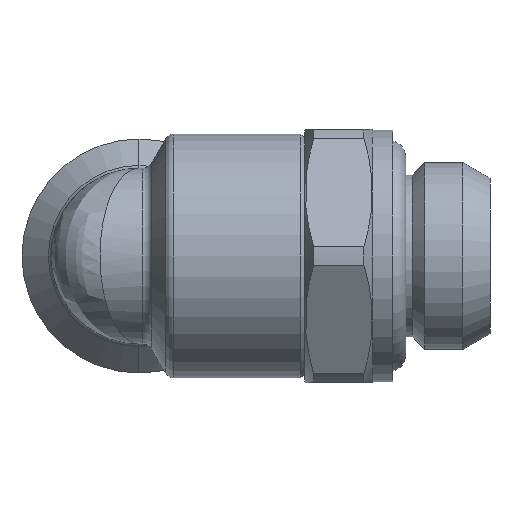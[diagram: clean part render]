
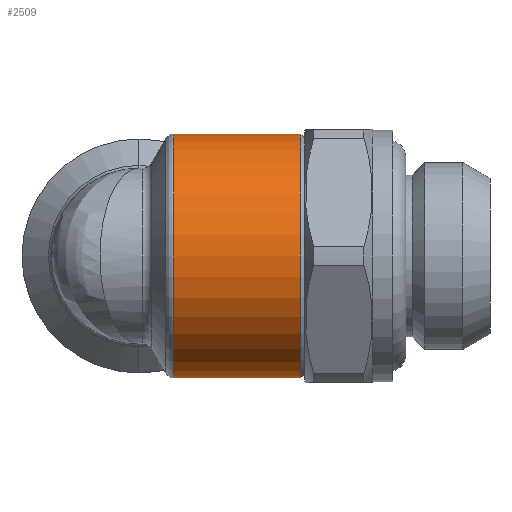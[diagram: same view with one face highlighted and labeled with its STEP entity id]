
A CAD part, left-side view. The second image highlights one B-rep face of the part: STEP entity #2509.
In plain terms, the highlighted cylindrical face has radius 6.25 mm (diameter 12.5 mm), a partial arc.
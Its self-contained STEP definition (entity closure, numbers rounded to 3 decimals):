
#822 = DIRECTION ( 'NONE',  ( 0., 0., 1. ) ) ;
#823 = DIRECTION ( 'NONE',  ( 0., 1., 0. ) ) ;
#824 = CARTESIAN_POINT ( 'NONE',  ( 0., -8.3, 0. ) ) ;
#825 = AXIS2_PLACEMENT_3D ( 'NONE', #824, #823, #822 ) ;
#826 = CIRCLE ( 'NONE', #825, 6.25 ) ;
#838 = DIRECTION ( 'NONE',  ( 0., 0., 1. ) ) ;
#839 = DIRECTION ( 'NONE',  ( 0., 1., 0. ) ) ;
#840 = CARTESIAN_POINT ( 'NONE',  ( 0., 5.805, 0. ) ) ;
#841 = AXIS2_PLACEMENT_3D ( 'NONE', #840, #839, #838 ) ;
#842 = CYLINDRICAL_SURFACE ( 'NONE', #841, 6.25 ) ;
#848 = FACE_OUTER_BOUND ( 'NONE', #2381, .T. ) ;
#1375 = CARTESIAN_POINT ( 'NONE',  ( 0., -1.789, 6.25 ) ) ;
#1577 = VERTEX_POINT ( 'NONE', #3098 ) ;
#1712 = VERTEX_POINT ( 'NONE', #2732 ) ;
#1778 = EDGE_CURVE ( 'NONE', #1577, #1802, #2932, .T. ) ;
#1786 = EDGE_CURVE ( 'NONE', #1712, #1794, #2858, .T. ) ;
#1791 = EDGE_CURVE ( 'NONE', #1802, #1794, #2839, .T. ) ;
#1794 = VERTEX_POINT ( 'NONE', #2960 ) ;
#1802 = VERTEX_POINT ( 'NONE', #1375 ) ;
#2381 = EDGE_LOOP ( 'NONE', ( #2512, #2513, #2467, #2468 ) ) ;
#2467 = ORIENTED_EDGE ( 'NONE', *, *, #1778, .T. ) ;
#2468 = ORIENTED_EDGE ( 'NONE', *, *, #1791, .T. ) ;
#2509 = ADVANCED_FACE ( 'NONE', ( #848 ), #842, .T. ) ;
#2512 = ORIENTED_EDGE ( 'NONE', *, *, #1786, .F. ) ;
#2513 = ORIENTED_EDGE ( 'NONE', *, *, #2514, .T. ) ;
#2514 = EDGE_CURVE ( 'NONE', #1712, #1577, #826, .T. ) ;
#2732 = CARTESIAN_POINT ( 'NONE',  ( 0., -8.3, -6.25 ) ) ;
#2835 = DIRECTION ( 'NONE',  ( 0., 0., -1. ) ) ;
#2836 = DIRECTION ( 'NONE',  ( 0., -1., 0. ) ) ;
#2837 = CARTESIAN_POINT ( 'NONE',  ( 0., -1.789, 0. ) ) ;
#2838 = AXIS2_PLACEMENT_3D ( 'NONE', #2837, #2836, #2835 ) ;
#2839 = CIRCLE ( 'NONE', #2838, 6.25 ) ;
#2841 = DIRECTION ( 'NONE',  ( 0., 1., 0. ) ) ;
#2856 = VECTOR ( 'NONE', #2841, 1000. ) ;
#2857 = CARTESIAN_POINT ( 'NONE',  ( 0., 5.805, -6.25 ) ) ;
#2858 = LINE ( 'NONE', #2857, #2856 ) ;
#2883 = DIRECTION ( 'NONE',  ( 0., 1., 0. ) ) ;
#2884 = VECTOR ( 'NONE', #2883, 1000. ) ;
#2885 = CARTESIAN_POINT ( 'NONE',  ( 0., 5.805, 6.25 ) ) ;
#2932 = LINE ( 'NONE', #2885, #2884 ) ;
#2960 = CARTESIAN_POINT ( 'NONE',  ( 0., -1.789, -6.25 ) ) ;
#3098 = CARTESIAN_POINT ( 'NONE',  ( 0., -8.3, 6.25 ) ) ;
